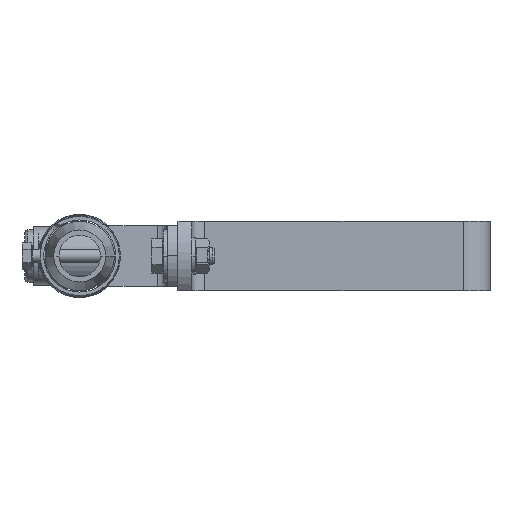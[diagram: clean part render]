
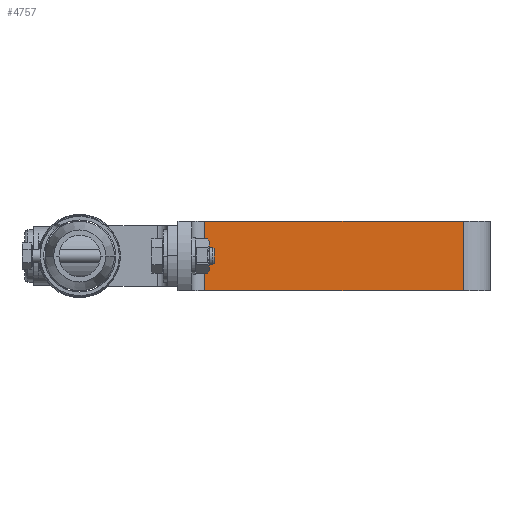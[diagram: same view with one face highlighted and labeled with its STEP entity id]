
A CAD part, front view. The second image highlights one B-rep face of the part: STEP entity #4757.
In plain terms, the highlighted planar face has unit normal (0, -1, 0).
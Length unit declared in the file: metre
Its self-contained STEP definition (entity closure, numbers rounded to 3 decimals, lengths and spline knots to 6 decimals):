
#776 = LINE ( 'NONE', #3955, #13389 ) ;
#910 = EDGE_LOOP ( 'NONE', ( #8468, #12600, #2722, #11479 ) ) ;
#1052 = DIRECTION ( 'NONE',  ( 0., 0., -1. ) ) ;
#1124 = DIRECTION ( 'NONE',  ( 1., 0., 0. ) ) ;
#1328 = DIRECTION ( 'NONE',  ( 0., 0., -1. ) ) ;
#1447 = VECTOR ( 'NONE', #2641, 1. ) ;
#1996 = VERTEX_POINT ( 'NONE', #3366 ) ;
#2224 = CARTESIAN_POINT ( 'NONE',  ( -0.0785, -0.098, -0.02 ) ) ;
#2641 = DIRECTION ( 'NONE',  ( -1., 0., 0. ) ) ;
#2722 = ORIENTED_EDGE ( 'NONE', *, *, #4567, .T. ) ;
#3208 = AXIS2_PLACEMENT_3D ( 'NONE', #6588, #7566, #1124 ) ;
#3346 = PLANE ( 'NONE',  #3208 ) ;
#3350 = CARTESIAN_POINT ( 'NONE',  ( -0.0785, -0.098, 0.02 ) ) ;
#3366 = CARTESIAN_POINT ( 'NONE',  ( 0.0705, -0.098, -0.02 ) ) ;
#3619 = LINE ( 'NONE', #12979, #1447 ) ;
#3843 = CARTESIAN_POINT ( 'NONE',  ( 0.086, -0.098, 0.02 ) ) ;
#3955 = CARTESIAN_POINT ( 'NONE',  ( 0.0705, -0.098, 0.02 ) ) ;
#4567 = EDGE_CURVE ( 'NONE', #9856, #12914, #10092, .T. ) ;
#4757 = ADVANCED_FACE ( 'NONE', ( #12987 ), #3346, .T. ) ;
#4808 = DIRECTION ( 'NONE',  ( -1., 0., 0. ) ) ;
#4973 = CARTESIAN_POINT ( 'NONE',  ( -0.0785, -0.098, 0.02 ) ) ;
#5701 = EDGE_CURVE ( 'NONE', #1996, #10182, #3619, .T. ) ;
#6588 = CARTESIAN_POINT ( 'NONE',  ( 0.086, -0.098, 0.02 ) ) ;
#7384 = VECTOR ( 'NONE', #1328, 1. ) ;
#7566 = DIRECTION ( 'NONE',  ( 0., -1., 0. ) ) ;
#8468 = ORIENTED_EDGE ( 'NONE', *, *, #5701, .F. ) ;
#9856 = VERTEX_POINT ( 'NONE', #12845 ) ;
#9865 = EDGE_CURVE ( 'NONE', #12914, #10182, #10837, .T. ) ;
#10059 = VECTOR ( 'NONE', #4808, 1. ) ;
#10092 = LINE ( 'NONE', #3843, #10059 ) ;
#10182 = VERTEX_POINT ( 'NONE', #2224 ) ;
#10837 = LINE ( 'NONE', #3350, #7384 ) ;
#11479 = ORIENTED_EDGE ( 'NONE', *, *, #9865, .T. ) ;
#12542 = EDGE_CURVE ( 'NONE', #9856, #1996, #776, .T. ) ;
#12600 = ORIENTED_EDGE ( 'NONE', *, *, #12542, .F. ) ;
#12845 = CARTESIAN_POINT ( 'NONE',  ( 0.0705, -0.098, 0.02 ) ) ;
#12914 = VERTEX_POINT ( 'NONE', #4973 ) ;
#12979 = CARTESIAN_POINT ( 'NONE',  ( 0.086, -0.098, -0.02 ) ) ;
#12987 = FACE_OUTER_BOUND ( 'NONE', #910, .T. ) ;
#13389 = VECTOR ( 'NONE', #1052, 1. ) ;
